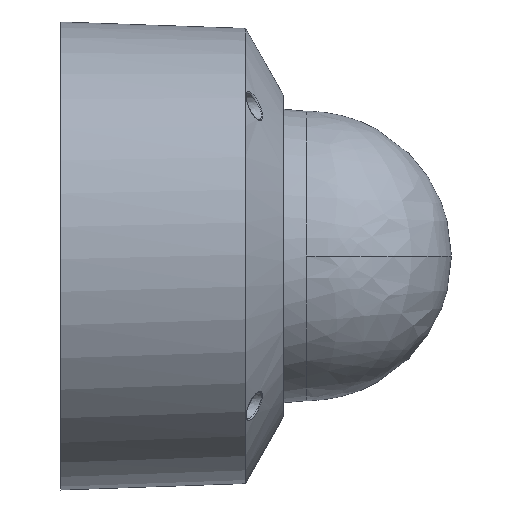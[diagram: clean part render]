
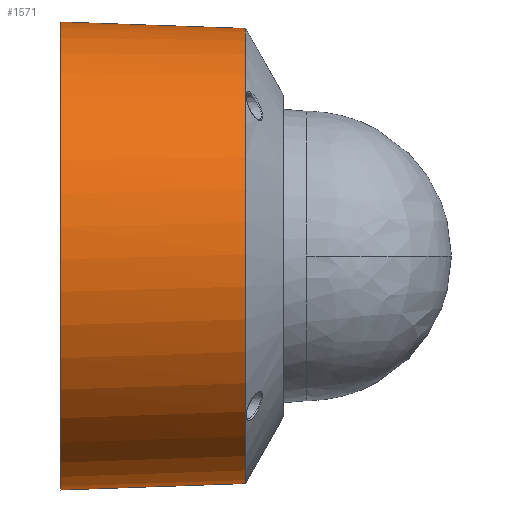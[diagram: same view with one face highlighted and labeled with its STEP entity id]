
A CAD part, left-side view. The second image highlights one B-rep face of the part: STEP entity #1571.
In plain terms, the highlighted free-form (B-spline) face has degree [2, 1] with [5, 2] control points.
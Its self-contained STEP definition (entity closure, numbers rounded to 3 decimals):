
#1528 = VERTEX_POINT('',#1529);
#1529 = CARTESIAN_POINT('',(0.,-98.994,121.84));
#1530 = VERTEX_POINT('',#1531);
#1531 = CARTESIAN_POINT('',(0.,-98.994,
    -121.84));
#1539 = EDGE_CURVE('',#1530,#1540,#1542,.T.);
#1540 = VERTEX_POINT('',#1541);
#1541 = CARTESIAN_POINT('',(0.,0.,-125.297));
#1542 = B_SPLINE_CURVE_WITH_KNOTS('',1,(#1543,#1544),.UNSPECIFIED.,.F.,
  .F.,(2,2),(-69.292,0.),.PIECEWISE_BEZIER_KNOTS.);
#1543 = CARTESIAN_POINT('',(0.,-98.994,
    -121.84));
#1544 = CARTESIAN_POINT('',(0.,0.,-125.297));
#1547 = VERTEX_POINT('',#1548);
#1548 = CARTESIAN_POINT('',(0.,0.,125.297));
#1556 = EDGE_CURVE('',#1528,#1547,#1557,.T.);
#1557 = B_SPLINE_CURVE_WITH_KNOTS('',1,(#1558,#1559),.UNSPECIFIED.,.F.,
  .F.,(2,2),(-69.292,0.),.PIECEWISE_BEZIER_KNOTS.);
#1558 = CARTESIAN_POINT('',(0.,-98.994,121.84));
#1559 = CARTESIAN_POINT('',(0.,0.,125.297));
#1571 = ADVANCED_FACE('',(#1572),#1592,.T.);
#1572 = FACE_BOUND('',#1573,.T.);
#1573 = EDGE_LOOP('',(#1574,#1575,#1583,#1584));
#1574 = ORIENTED_EDGE('',*,*,#1539,.F.);
#1575 = ORIENTED_EDGE('',*,*,#1576,.T.);
#1576 = EDGE_CURVE('',#1530,#1528,#1577,.T.);
#1577 = ( BOUNDED_CURVE() B_SPLINE_CURVE(2,(#1578,#1579,#1580,#1581,
#1582),.UNSPECIFIED.,.F.,.F.) B_SPLINE_CURVE_WITH_KNOTS((3,2,3),(
    3.142,4.712,6.283),
.PIECEWISE_BEZIER_KNOTS.) CURVE() GEOMETRIC_REPRESENTATION_ITEM() 
RATIONAL_B_SPLINE_CURVE((1.,0.707,1.,0.707,1.)) 
REPRESENTATION_ITEM('') );
#1578 = CARTESIAN_POINT('',(0.,-98.994,
    -121.84));
#1579 = CARTESIAN_POINT('',(-121.84,-98.994,
    -121.84));
#1580 = CARTESIAN_POINT('',(-121.84,-98.994,
    0.));
#1581 = CARTESIAN_POINT('',(-121.84,-98.994,
    121.84));
#1582 = CARTESIAN_POINT('',(0.,-98.994,
    121.84));
#1583 = ORIENTED_EDGE('',*,*,#1556,.T.);
#1584 = ORIENTED_EDGE('',*,*,#1585,.F.);
#1585 = EDGE_CURVE('',#1540,#1547,#1586,.T.);
#1586 = ( BOUNDED_CURVE() B_SPLINE_CURVE(2,(#1587,#1588,#1589,#1590,
#1591),.UNSPECIFIED.,.F.,.F.) B_SPLINE_CURVE_WITH_KNOTS((3,2,3),(
    3.142,4.712,6.283),
.PIECEWISE_BEZIER_KNOTS.) CURVE() GEOMETRIC_REPRESENTATION_ITEM() 
RATIONAL_B_SPLINE_CURVE((1.,0.707,1.,0.707,1.)) 
REPRESENTATION_ITEM('') );
#1587 = CARTESIAN_POINT('',(0.,0.,-125.297));
#1588 = CARTESIAN_POINT('',(-125.297,0.,-125.297));
#1589 = CARTESIAN_POINT('',(-125.297,0.,0.));
#1590 = CARTESIAN_POINT('',(-125.297,0.,125.297));
#1591 = CARTESIAN_POINT('',(0.,0.,125.297));
#1592 = ( BOUNDED_SURFACE() B_SPLINE_SURFACE(2,1,(
    (#1593,#1594)
    ,(#1595,#1596)
    ,(#1597,#1598)
    ,(#1599,#1600)
    ,(#1601,#1602
)),.UNSPECIFIED.,.F.,.F.,.F.) B_SPLINE_SURFACE_WITH_KNOTS((3,2,3),(2,2),
  (3.142,4.712,6.283),(-69.292,
    0.),.PIECEWISE_BEZIER_KNOTS.) 
GEOMETRIC_REPRESENTATION_ITEM() RATIONAL_B_SPLINE_SURFACE((
    (1.,1.)
    ,(0.707,0.707)
    ,(1.,1.)
    ,(0.707,0.707)
,(1.,1.))) REPRESENTATION_ITEM('') SURFACE() );
#1593 = CARTESIAN_POINT('',(0.,-98.994,
    -121.84));
#1594 = CARTESIAN_POINT('',(0.,0.,
    -125.297));
#1595 = CARTESIAN_POINT('',(-121.84,-98.994,
    -121.84));
#1596 = CARTESIAN_POINT('',(-125.297,0.,
    -125.297));
#1597 = CARTESIAN_POINT('',(-121.84,-98.994,
    0.));
#1598 = CARTESIAN_POINT('',(-125.297,0.,
    0.));
#1599 = CARTESIAN_POINT('',(-121.84,-98.994,
    121.84));
#1600 = CARTESIAN_POINT('',(-125.297,0.,
    125.297));
#1601 = CARTESIAN_POINT('',(0.,-98.994,
    121.84));
#1602 = CARTESIAN_POINT('',(0.,0.,
    125.297));
